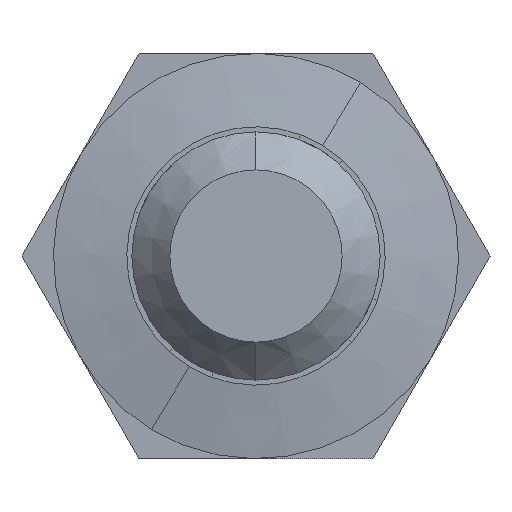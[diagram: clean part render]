
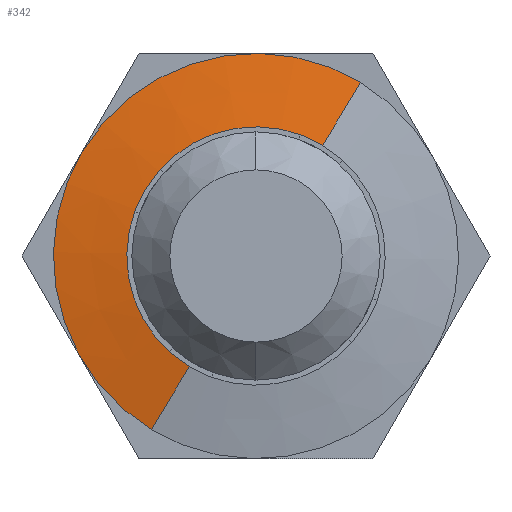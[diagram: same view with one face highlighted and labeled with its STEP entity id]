
A CAD part, front view. The second image highlights one B-rep face of the part: STEP entity #342.
In plain terms, the highlighted conical face has half-angle 80.218 degrees and reference radius 4 mm.
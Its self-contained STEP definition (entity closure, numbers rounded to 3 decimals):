
#34 = ORIENTED_EDGE ( 'NONE', *, *, #1217, .T. ) ;
#36 = ORIENTED_EDGE ( 'NONE', *, *, #1216, .T. ) ;
#37 = ORIENTED_EDGE ( 'NONE', *, *, #1218, .F. ) ;
#61 = ORIENTED_EDGE ( 'NONE', *, *, #1219, .F. ) ;
#342 = ADVANCED_FACE ( 'NONE', ( #2580 ), #2589, .T. ) ;
#617 = VERTEX_POINT ( 'NONE', #3194 ) ;
#621 = VERTEX_POINT ( 'NONE', #3198 ) ;
#624 = VERTEX_POINT ( 'NONE', #3201 ) ;
#630 = VERTEX_POINT ( 'NONE', #3207 ) ;
#736 = EDGE_LOOP ( 'NONE', ( #36, #34, #37, #61 ) ) ;
#924 = AXIS2_PLACEMENT_3D ( 'NONE', #1022, #1023, #1024 ) ;
#925 = AXIS2_PLACEMENT_3D ( 'NONE', #1026, #1027, #1028 ) ;
#1019 = DIRECTION ( 'NONE',  ( 0.509, 0.17, 0.844 ) ) ;
#1020 = DIRECTION ( 'NONE',  ( -0.509, 0.17, -0.844 ) ) ;
#1021 = CARTESIAN_POINT ( 'NONE',  ( 2.064, 4.25, 3.426 ) ) ;
#1022 = CARTESIAN_POINT ( 'NONE',  ( 0., 4., 0. ) ) ;
#1023 = DIRECTION ( 'NONE',  ( 0., 1., 0. ) ) ;
#1024 = DIRECTION ( 'NONE',  ( -0.516, 0., -0.857 ) ) ;
#1025 = CARTESIAN_POINT ( 'NONE',  ( -2.064, 4.25, -3.426 ) ) ;
#1026 = CARTESIAN_POINT ( 'NONE',  ( 0., 4.25, 0. ) ) ;
#1027 = DIRECTION ( 'NONE',  ( 0., 1., 0. ) ) ;
#1028 = DIRECTION ( 'NONE',  ( -0.516, 0., -0.857 ) ) ;
#1216 = EDGE_CURVE ( 'NONE', #624, #621, #1751, .T. ) ;
#1217 = EDGE_CURVE ( 'NONE', #621, #617, #1755, .T. ) ;
#1218 = EDGE_CURVE ( 'NONE', #630, #617, #1758, .T. ) ;
#1219 = EDGE_CURVE ( 'NONE', #624, #630, #1757, .T. ) ;
#1751 = CIRCLE ( 'NONE', #924, 2.55 ) ;
#1755 = LINE ( 'NONE', #1021, #1759 ) ;
#1757 = LINE ( 'NONE', #1025, #1762 ) ;
#1758 = CIRCLE ( 'NONE', #925, 4. ) ;
#1759 = VECTOR ( 'NONE', #1019, 1000. ) ;
#1762 = VECTOR ( 'NONE', #1020, 1000. ) ;
#2034 = AXIS2_PLACEMENT_3D ( 'NONE', #2997, #2996, #2988 ) ;
#2580 = FACE_OUTER_BOUND ( 'NONE', #736, .T. ) ;
#2589 = CONICAL_SURFACE ( 'NONE', #2034, 4., 1.4 ) ;
#2988 = DIRECTION ( 'NONE',  ( -0.516, 0., -0.857 ) ) ;
#2996 = DIRECTION ( 'NONE',  ( 0., 1., 0. ) ) ;
#2997 = CARTESIAN_POINT ( 'NONE',  ( 0., 4.25, 0. ) ) ;
#3194 = CARTESIAN_POINT ( 'NONE',  ( 2.064, 4.25, 3.426 ) ) ;
#3198 = CARTESIAN_POINT ( 'NONE',  ( 1.316, 4., 2.184 ) ) ;
#3201 = CARTESIAN_POINT ( 'NONE',  ( -1.316, 4., -2.184 ) ) ;
#3207 = CARTESIAN_POINT ( 'NONE',  ( -2.064, 4.25, -3.426 ) ) ;
